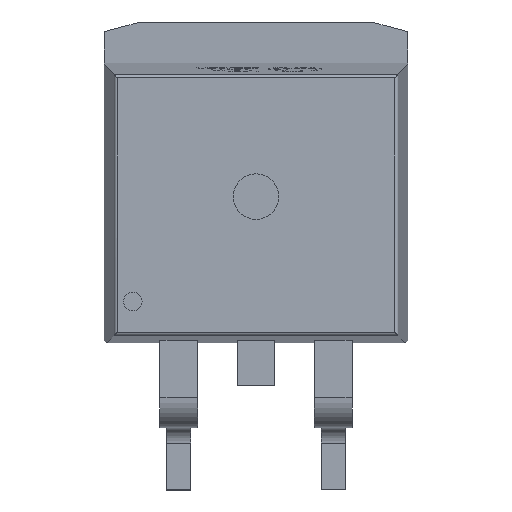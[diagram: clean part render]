
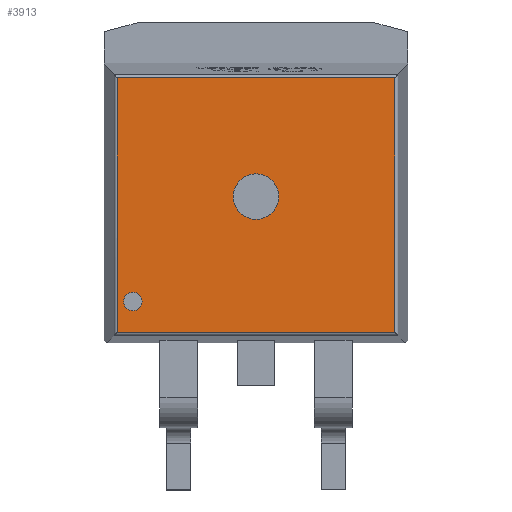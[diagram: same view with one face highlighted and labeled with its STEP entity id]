
A CAD part, top view. The second image highlights one B-rep face of the part: STEP entity #3913.
In plain terms, the highlighted planar face has unit normal (0, 0, 1).
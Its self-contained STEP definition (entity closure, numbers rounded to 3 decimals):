
#1 = VECTOR ( 'NONE', #1987, 1000. ) ;
#287 = LINE ( 'NONE', #10256, #10402 ) ;
#630 = AXIS2_PLACEMENT_3D ( 'NONE', #11471, #1559, #5956 ) ;
#638 = AXIS2_PLACEMENT_3D ( 'NONE', #6957, #1467, #9745 ) ;
#647 = FACE_BOUND ( 'NONE', #2928, .T. ) ;
#1049 = DIRECTION ( 'NONE',  ( 1., 0., 0. ) ) ;
#1373 = CARTESIAN_POINT ( 'NONE',  ( -4.051, -1.502, 4.5 ) ) ;
#1394 = VERTEX_POINT ( 'NONE', #4303 ) ;
#1467 = DIRECTION ( 'NONE',  ( 0., 0., 1. ) ) ;
#1512 = EDGE_CURVE ( 'NONE', #3296, #7704, #287, .T. ) ;
#1559 = DIRECTION ( 'NONE',  ( 0., 0., 1. ) ) ;
#1987 = DIRECTION ( 'NONE',  ( 0., 1., 0. ) ) ;
#2147 = EDGE_LOOP ( 'NONE', ( #8808, #9917, #9594, #2700 ) ) ;
#2340 = CARTESIAN_POINT ( 'NONE',  ( 4.574, 5.859, 4.5 ) ) ;
#2626 = DIRECTION ( 'NONE',  ( 0., -1., 0. ) ) ;
#2700 = ORIENTED_EDGE ( 'NONE', *, *, #6547, .T. ) ;
#2702 = EDGE_CURVE ( 'NONE', #11573, #6242, #3923, .T. ) ;
#2928 = EDGE_LOOP ( 'NONE', ( #3469, #5837 ) ) ;
#3069 = LINE ( 'NONE', #7473, #1 ) ;
#3296 = VERTEX_POINT ( 'NONE', #9181 ) ;
#3469 = ORIENTED_EDGE ( 'NONE', *, *, #12924, .F. ) ;
#3581 = CARTESIAN_POINT ( 'NONE',  ( -3.749, -1.502, 4.5 ) ) ;
#3913 = ADVANCED_FACE ( 'NONE', ( #8635, #647, #11864 ), #8350, .T. ) ;
#3923 = CIRCLE ( 'NONE', #6681, 0.302 ) ;
#4299 = EDGE_CURVE ( 'NONE', #7704, #5219, #12095, .T. ) ;
#4303 = CARTESIAN_POINT ( 'NONE',  ( 0.75, 1.949, 4.5 ) ) ;
#4613 = DIRECTION ( 'NONE',  ( 0., 0., 1. ) ) ;
#4802 = AXIS2_PLACEMENT_3D ( 'NONE', #8077, #11530, #8149 ) ;
#5012 = VECTOR ( 'NONE', #1049, 1000. ) ;
#5219 = VERTEX_POINT ( 'NONE', #11659 ) ;
#5515 = VERTEX_POINT ( 'NONE', #10168 ) ;
#5837 = ORIENTED_EDGE ( 'NONE', *, *, #2702, .F. ) ;
#5956 = DIRECTION ( 'NONE',  ( 1., 0., 0. ) ) ;
#6242 = VERTEX_POINT ( 'NONE', #3581 ) ;
#6547 = EDGE_CURVE ( 'NONE', #5219, #7876, #3069, .T. ) ;
#6681 = AXIS2_PLACEMENT_3D ( 'NONE', #1373, #4613, #13766 ) ;
#6957 = CARTESIAN_POINT ( 'NONE',  ( -4.051, -1.502, 4.5 ) ) ;
#7062 = DIRECTION ( 'NONE',  ( -1., 0., 0. ) ) ;
#7287 = CARTESIAN_POINT ( 'NONE',  ( -4.664, 5.859, 4.5 ) ) ;
#7473 = CARTESIAN_POINT ( 'NONE',  ( 4.574, 1.74, 4.5 ) ) ;
#7704 = VERTEX_POINT ( 'NONE', #14361 ) ;
#7876 = VERTEX_POINT ( 'NONE', #2340 ) ;
#7958 = CARTESIAN_POINT ( 'NONE',  ( -4.354, -1.502, 4.5 ) ) ;
#8005 = ORIENTED_EDGE ( 'NONE', *, *, #13645, .F. ) ;
#8077 = CARTESIAN_POINT ( 'NONE',  ( 0., 1.949, 4.5 ) ) ;
#8149 = DIRECTION ( 'NONE',  ( 1., 0., 0. ) ) ;
#8350 = PLANE ( 'NONE',  #11397 ) ;
#8535 = CIRCLE ( 'NONE', #638, 0.302 ) ;
#8635 = FACE_BOUND ( 'NONE', #12162, .T. ) ;
#8775 = DIRECTION ( 'NONE',  ( 0., 0., 1. ) ) ;
#8808 = ORIENTED_EDGE ( 'NONE', *, *, #13859, .T. ) ;
#9181 = CARTESIAN_POINT ( 'NONE',  ( -4.574, 5.859, 4.5 ) ) ;
#9559 = LINE ( 'NONE', #7287, #11608 ) ;
#9594 = ORIENTED_EDGE ( 'NONE', *, *, #4299, .T. ) ;
#9745 = DIRECTION ( 'NONE',  ( 1., 0., 0. ) ) ;
#9877 = DIRECTION ( 'NONE',  ( 1., 0., 0. ) ) ;
#9917 = ORIENTED_EDGE ( 'NONE', *, *, #1512, .T. ) ;
#10168 = CARTESIAN_POINT ( 'NONE',  ( -0.75, 1.949, 4.5 ) ) ;
#10256 = CARTESIAN_POINT ( 'NONE',  ( -4.574, 1.74, 4.5 ) ) ;
#10402 = VECTOR ( 'NONE', #2626, 1000. ) ;
#10614 = CIRCLE ( 'NONE', #630, 0.75 ) ;
#11283 = CARTESIAN_POINT ( 'NONE',  ( 0., 1.74, 4.5 ) ) ;
#11397 = AXIS2_PLACEMENT_3D ( 'NONE', #11283, #8775, #9877 ) ;
#11471 = CARTESIAN_POINT ( 'NONE',  ( 0., 1.949, 4.5 ) ) ;
#11530 = DIRECTION ( 'NONE',  ( 0., 0., 1. ) ) ;
#11573 = VERTEX_POINT ( 'NONE', #7958 ) ;
#11608 = VECTOR ( 'NONE', #7062, 1000. ) ;
#11659 = CARTESIAN_POINT ( 'NONE',  ( 4.574, -2.526, 4.5 ) ) ;
#11864 = FACE_OUTER_BOUND ( 'NONE', #2147, .T. ) ;
#12095 = LINE ( 'NONE', #14156, #5012 ) ;
#12162 = EDGE_LOOP ( 'NONE', ( #8005, #14252 ) ) ;
#12741 = EDGE_CURVE ( 'NONE', #5515, #1394, #10614, .T. ) ;
#12924 = EDGE_CURVE ( 'NONE', #6242, #11573, #8535, .T. ) ;
#13240 = CIRCLE ( 'NONE', #4802, 0.75 ) ;
#13645 = EDGE_CURVE ( 'NONE', #1394, #5515, #13240, .T. ) ;
#13766 = DIRECTION ( 'NONE',  ( 1., 0., 0. ) ) ;
#13859 = EDGE_CURVE ( 'NONE', #7876, #3296, #9559, .T. ) ;
#14156 = CARTESIAN_POINT ( 'NONE',  ( 4.664, -2.526, 4.5 ) ) ;
#14252 = ORIENTED_EDGE ( 'NONE', *, *, #12741, .F. ) ;
#14361 = CARTESIAN_POINT ( 'NONE',  ( -4.574, -2.526, 4.5 ) ) ;
